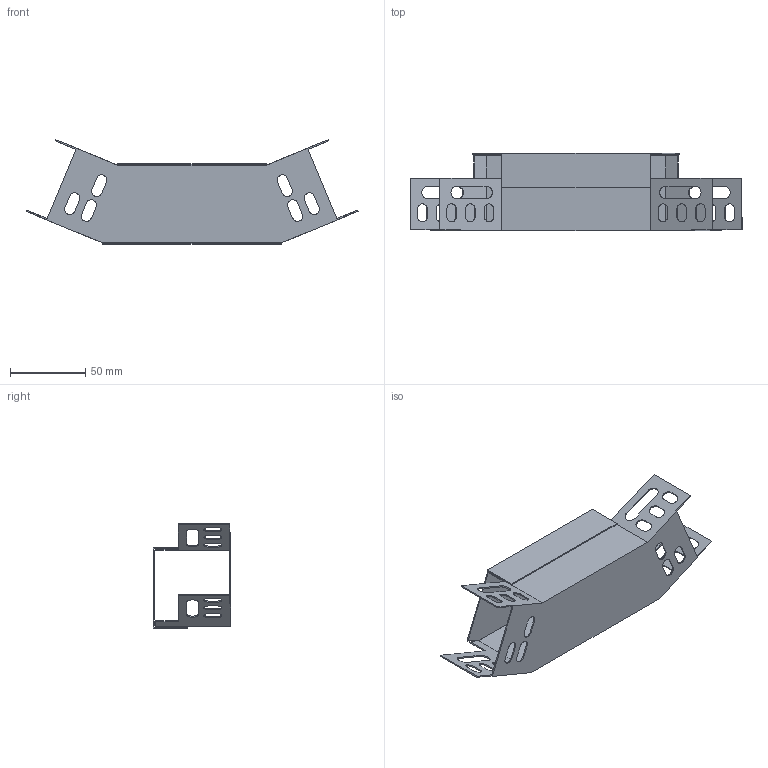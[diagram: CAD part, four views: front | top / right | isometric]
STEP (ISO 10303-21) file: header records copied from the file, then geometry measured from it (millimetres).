
FILE_DESCRIPTION (( 'STEP AP203' ), '1' );
FILE_NAME ('CLP3P-050-050-M-HDZ Ïîâîðîò íà 45 ãð. 50õ50 IEK HDZ.STEP', '2016-03-02T13:15:45', ( '' ), ( '' ), 'SwSTEP 2.0', 'SolidWorks 2014', '' );
FILE_SCHEMA (( 'CONFIG_CONTROL_DESIGN' ));
Length unit declared in the file: millimetre
Products named in the file (1): CLP3P-050-050-M-HDZ Ïîâîðîò íà 45 ãð. 50õ50 IEK HDZ
Bounding box: 220.97 x 51.8 x 69.63 mm (x, y, z)
Volume: 28690.9 mm3; surface area: 73406.4 mm2
Topology: 2 solids, 2 shells, 138 faces, 396 edges, 262 vertices
Faces by surface type: plane 94, cylinder 44
Entity records: 4663 total; most frequent: CARTESIAN_POINT 797, ORIENTED_EDGE 792, DIRECTION 762, EDGE_CURVE 396, VECTOR 308, LINE 308, VERTEX_POINT 262, AXIS2_PLACEMENT_3D 227
